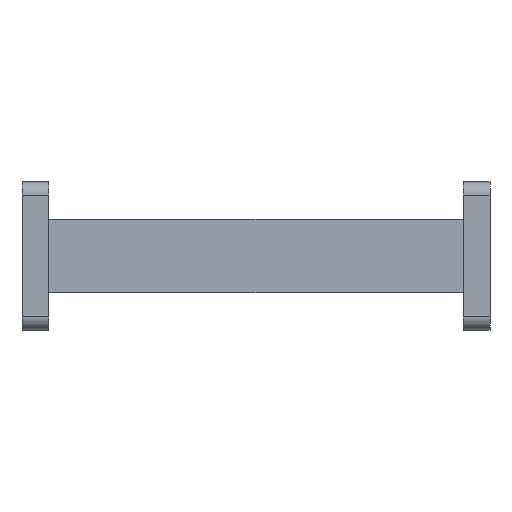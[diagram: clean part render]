
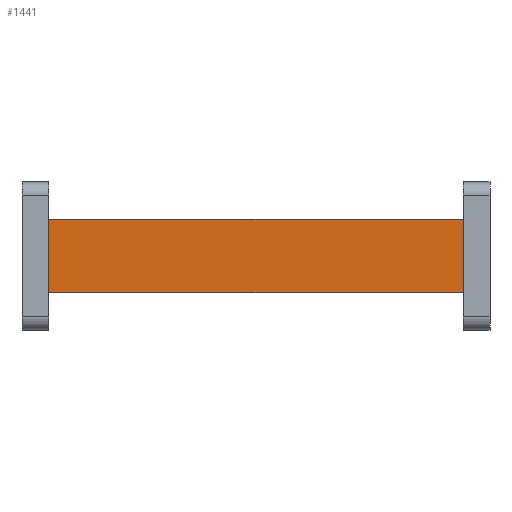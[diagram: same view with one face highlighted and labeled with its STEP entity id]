
A CAD part, front view. The second image highlights one B-rep face of the part: STEP entity #1441.
In plain terms, the highlighted planar face has unit normal (0, -1, 0).
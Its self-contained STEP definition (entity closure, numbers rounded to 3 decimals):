
#73 = CARTESIAN_POINT ( 'NONE',  ( 31., -3.325, -9.1 ) ) ;
#116 = DIRECTION ( 'NONE',  ( -1., 0., 0. ) ) ;
#134 = CARTESIAN_POINT ( 'NONE',  ( -31., -3.325, 5.484 ) ) ;
#167 = VERTEX_POINT ( 'NONE', #396 ) ;
#224 = LINE ( 'NONE', #1245, #613 ) ;
#306 = DIRECTION ( 'NONE',  ( 0., 1., 0. ) ) ;
#321 = EDGE_CURVE ( 'NONE', #1266, #323, #1291, .T. ) ;
#323 = VERTEX_POINT ( 'NONE', #481 ) ;
#371 = AXIS2_PLACEMENT_3D ( 'NONE', #542, #306, #777 ) ;
#377 = VECTOR ( 'NONE', #1129, 1000. ) ;
#379 = DIRECTION ( 'NONE',  ( -1., 0., 0. ) ) ;
#396 = CARTESIAN_POINT ( 'NONE',  ( 31., -3.325, 5.484 ) ) ;
#481 = CARTESIAN_POINT ( 'NONE',  ( -31., -3.325, -5.484 ) ) ;
#486 = DIRECTION ( 'NONE',  ( 0., 0., -1. ) ) ;
#504 = ORIENTED_EDGE ( 'NONE', *, *, #855, .T. ) ;
#512 = CARTESIAN_POINT ( 'NONE',  ( -31., -3.325, 5.484 ) ) ;
#542 = CARTESIAN_POINT ( 'NONE',  ( 35., -3.325, 5.484 ) ) ;
#589 = CARTESIAN_POINT ( 'NONE',  ( 35., -3.325, 5.484 ) ) ;
#613 = VECTOR ( 'NONE', #116, 1000. ) ;
#693 = EDGE_CURVE ( 'NONE', #167, #789, #1139, .T. ) ;
#771 = ORIENTED_EDGE ( 'NONE', *, *, #693, .F. ) ;
#777 = DIRECTION ( 'NONE',  ( 0., 0., 1. ) ) ;
#789 = VERTEX_POINT ( 'NONE', #1232 ) ;
#855 = EDGE_CURVE ( 'NONE', #167, #1266, #927, .T. ) ;
#927 = LINE ( 'NONE', #589, #1217 ) ;
#996 = EDGE_CURVE ( 'NONE', #789, #323, #224, .T. ) ;
#1101 = PLANE ( 'NONE',  #371 ) ;
#1129 = DIRECTION ( 'NONE',  ( 0., 0., -1. ) ) ;
#1139 = LINE ( 'NONE', #73, #377 ) ;
#1212 = FACE_OUTER_BOUND ( 'NONE', #1373, .T. ) ;
#1217 = VECTOR ( 'NONE', #379, 1000. ) ;
#1232 = CARTESIAN_POINT ( 'NONE',  ( 31., -3.325, -5.484 ) ) ;
#1245 = CARTESIAN_POINT ( 'NONE',  ( 35., -3.325, -5.484 ) ) ;
#1259 = ORIENTED_EDGE ( 'NONE', *, *, #321, .T. ) ;
#1266 = VERTEX_POINT ( 'NONE', #512 ) ;
#1291 = LINE ( 'NONE', #134, #1439 ) ;
#1373 = EDGE_LOOP ( 'NONE', ( #504, #1259, #1398, #771 ) ) ;
#1398 = ORIENTED_EDGE ( 'NONE', *, *, #996, .F. ) ;
#1439 = VECTOR ( 'NONE', #486, 1000. ) ;
#1441 = ADVANCED_FACE ( 'NONE', ( #1212 ), #1101, .F. ) ;
